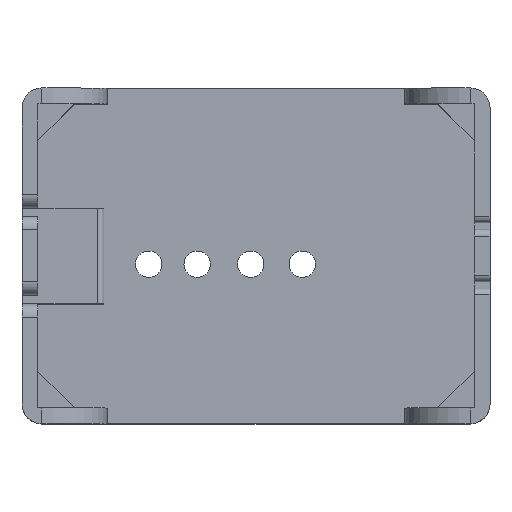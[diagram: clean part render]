
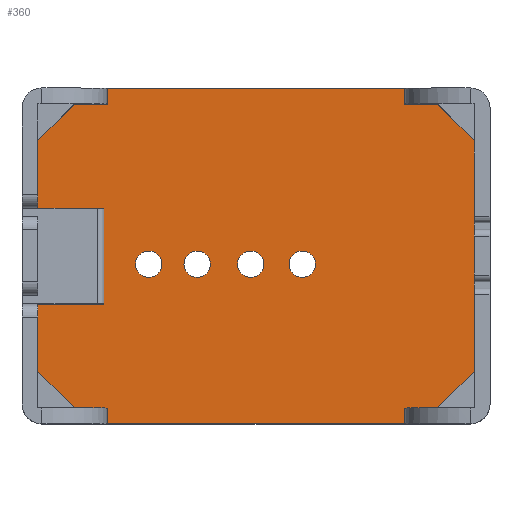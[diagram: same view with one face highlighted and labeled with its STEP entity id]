
A CAD part, top view. The second image highlights one B-rep face of the part: STEP entity #360.
In plain terms, the highlighted planar face has unit normal (0, 0, 1).
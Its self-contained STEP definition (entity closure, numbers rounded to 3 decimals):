
#92=CARTESIAN_POINT('',(4.5,18.75,3.6));
#93=VERTEX_POINT('',#92);
#141=CARTESIAN_POINT('',(4.5,8.5,3.6));
#142=VERTEX_POINT('',#141);
#149=CARTESIAN_POINT('',(4.5,18.75,3.6));
#150=DIRECTION('',(0.,-1.,0.));
#151=VECTOR('',#150,10.25);
#152=LINE('',#149,#151);
#153=EDGE_CURVE('',#93,#142,#152,.T.);
#158=CARTESIAN_POINT('',(290.,3.,3.6));
#159=DIRECTION('',(0.,0.,-1.));
#160=DIRECTION('',(-1.,0.,-0.));
#161=AXIS2_PLACEMENT_3D('',#158,#159,#160);
#162=PLANE('',#161);
#163=CARTESIAN_POINT('',(42.52,24.762,3.6));
#164=VERTEX_POINT('',#163);
#165=CARTESIAN_POINT('',(44.52,24.762,3.6));
#166=DIRECTION('',(0.,0.,-1.));
#167=DIRECTION('',(-1.,0.,-0.));
#168=AXIS2_PLACEMENT_3D('',#165,#166,#167);
#169=CIRCLE('',#168,2.);
#170=EDGE_CURVE('',#164,#164,#169,.T.);
#171=ORIENTED_EDGE('',*,*,#170,.T.);
#172=EDGE_LOOP('',(#171));
#173=FACE_BOUND('',#172,.T.);
#174=CARTESIAN_POINT('',(34.69,24.762,3.6));
#175=VERTEX_POINT('',#174);
#176=CARTESIAN_POINT('',(36.69,24.762,3.6));
#177=DIRECTION('',(0.,0.,-1.));
#178=DIRECTION('',(-1.,0.,-0.));
#179=AXIS2_PLACEMENT_3D('',#176,#177,#178);
#180=CIRCLE('',#179,2.);
#181=EDGE_CURVE('',#175,#175,#180,.T.);
#182=ORIENTED_EDGE('',*,*,#181,.T.);
#183=EDGE_LOOP('',(#182));
#184=FACE_BOUND('',#183,.T.);
#185=CARTESIAN_POINT('',(26.602,24.762,3.6));
#186=VERTEX_POINT('',#185);
#187=CARTESIAN_POINT('',(28.602,24.762,3.6));
#188=DIRECTION('',(0.,0.,-1.));
#189=DIRECTION('',(-1.,0.,-0.));
#190=AXIS2_PLACEMENT_3D('',#187,#188,#189);
#191=CIRCLE('',#190,2.);
#192=EDGE_CURVE('',#186,#186,#191,.T.);
#193=ORIENTED_EDGE('',*,*,#192,.T.);
#194=EDGE_LOOP('',(#193));
#195=FACE_BOUND('',#194,.T.);
#196=CARTESIAN_POINT('',(19.268,24.762,3.6));
#197=VERTEX_POINT('',#196);
#198=CARTESIAN_POINT('',(21.268,24.762,3.6));
#199=DIRECTION('',(0.,0.,-1.));
#200=DIRECTION('',(-1.,0.,-0.));
#201=AXIS2_PLACEMENT_3D('',#198,#199,#200);
#202=CIRCLE('',#201,2.);
#203=EDGE_CURVE('',#197,#197,#202,.T.);
#204=ORIENTED_EDGE('',*,*,#203,.T.);
#205=EDGE_LOOP('',(#204));
#206=FACE_BOUND('',#205,.T.);
#207=CARTESIAN_POINT('',(14.5,33.25,3.6));
#208=VERTEX_POINT('',#207);
#209=CARTESIAN_POINT('',(4.5,33.25,3.6));
#210=VERTEX_POINT('',#209);
#211=CARTESIAN_POINT('',(14.5,33.25,3.6));
#212=DIRECTION('',(-1.,0.,-0.));
#213=VECTOR('',#212,10.);
#214=LINE('',#211,#213);
#215=EDGE_CURVE('',#208,#210,#214,.T.);
#216=ORIENTED_EDGE('',*,*,#215,.F.);
#217=CARTESIAN_POINT('',(14.5,18.75,3.6));
#218=VERTEX_POINT('',#217);
#219=CARTESIAN_POINT('',(14.5,33.25,3.6));
#220=DIRECTION('',(0.,-1.,0.));
#221=VECTOR('',#220,14.5);
#222=LINE('',#219,#221);
#223=EDGE_CURVE('',#208,#218,#222,.T.);
#224=ORIENTED_EDGE('',*,*,#223,.T.);
#225=CARTESIAN_POINT('',(14.5,18.75,3.6));
#226=DIRECTION('',(-1.,0.,-0.));
#227=VECTOR('',#226,10.);
#228=LINE('',#225,#227);
#229=EDGE_CURVE('',#218,#93,#228,.T.);
#230=ORIENTED_EDGE('',*,*,#229,.T.);
#231=ORIENTED_EDGE('',*,*,#153,.T.);
#232=CARTESIAN_POINT('',(10.,3.,3.6));
#233=VERTEX_POINT('',#232);
#234=CARTESIAN_POINT('',(4.5,8.5,3.6));
#235=DIRECTION('',(0.707,-0.707,0.));
#236=VECTOR('',#235,7.778);
#237=LINE('',#234,#236);
#238=EDGE_CURVE('',#142,#233,#237,.T.);
#239=ORIENTED_EDGE('',*,*,#238,.T.);
#240=CARTESIAN_POINT('',(15.,3.,3.6));
#241=VERTEX_POINT('',#240);
#242=CARTESIAN_POINT('',(15.,3.,3.6));
#243=DIRECTION('',(-1.,0.,-0.));
#244=VECTOR('',#243,5.);
#245=LINE('',#242,#244);
#246=EDGE_CURVE('',#241,#233,#245,.T.);
#247=ORIENTED_EDGE('',*,*,#246,.F.);
#248=CARTESIAN_POINT('',(15.,0.6,3.6));
#249=VERTEX_POINT('',#248);
#250=CARTESIAN_POINT('',(15.,3.,3.6));
#251=DIRECTION('',(0.,-1.,0.));
#252=VECTOR('',#251,2.4);
#253=LINE('',#250,#252);
#254=EDGE_CURVE('',#241,#249,#253,.T.);
#255=ORIENTED_EDGE('',*,*,#254,.T.);
#256=CARTESIAN_POINT('',(60.,0.6,3.6));
#257=VERTEX_POINT('',#256);
#258=CARTESIAN_POINT('',(15.,0.6,3.6));
#259=DIRECTION('',(1.,-0.,0.));
#260=VECTOR('',#259,45.);
#261=LINE('',#258,#260);
#262=EDGE_CURVE('',#249,#257,#261,.T.);
#263=ORIENTED_EDGE('',*,*,#262,.T.);
#264=CARTESIAN_POINT('',(60.,3.,3.6));
#265=VERTEX_POINT('',#264);
#266=CARTESIAN_POINT('',(60.,0.6,3.6));
#267=DIRECTION('',(0.,1.,0.));
#268=VECTOR('',#267,2.4);
#269=LINE('',#266,#268);
#270=EDGE_CURVE('',#257,#265,#269,.T.);
#271=ORIENTED_EDGE('',*,*,#270,.T.);
#272=CARTESIAN_POINT('',(65.,3.,3.6));
#273=VERTEX_POINT('',#272);
#274=CARTESIAN_POINT('',(65.,3.,3.6));
#275=DIRECTION('',(-1.,0.,-0.));
#276=VECTOR('',#275,5.);
#277=LINE('',#274,#276);
#278=EDGE_CURVE('',#273,#265,#277,.T.);
#279=ORIENTED_EDGE('',*,*,#278,.F.);
#280=CARTESIAN_POINT('',(70.5,8.5,3.6));
#281=VERTEX_POINT('',#280);
#282=CARTESIAN_POINT('',(65.,3.,3.6));
#283=DIRECTION('',(0.707,0.707,0.));
#284=VECTOR('',#283,7.778);
#285=LINE('',#282,#284);
#286=EDGE_CURVE('',#273,#281,#285,.T.);
#287=ORIENTED_EDGE('',*,*,#286,.T.);
#288=CARTESIAN_POINT('',(70.5,43.5,3.6));
#289=VERTEX_POINT('',#288);
#290=CARTESIAN_POINT('',(70.5,8.5,3.6));
#291=DIRECTION('',(0.,1.,0.));
#292=VECTOR('',#291,35.);
#293=LINE('',#290,#292);
#294=EDGE_CURVE('',#281,#289,#293,.T.);
#295=ORIENTED_EDGE('',*,*,#294,.T.);
#296=CARTESIAN_POINT('',(65.,49.,3.6));
#297=VERTEX_POINT('',#296);
#298=CARTESIAN_POINT('',(65.,49.,3.6));
#299=DIRECTION('',(0.707,-0.707,0.));
#300=VECTOR('',#299,7.778);
#301=LINE('',#298,#300);
#302=EDGE_CURVE('',#297,#289,#301,.T.);
#303=ORIENTED_EDGE('',*,*,#302,.F.);
#304=CARTESIAN_POINT('',(60.,49.,3.6));
#305=VERTEX_POINT('',#304);
#306=CARTESIAN_POINT('',(65.,49.,3.6));
#307=DIRECTION('',(-1.,0.,-0.));
#308=VECTOR('',#307,5.);
#309=LINE('',#306,#308);
#310=EDGE_CURVE('',#297,#305,#309,.T.);
#311=ORIENTED_EDGE('',*,*,#310,.T.);
#312=CARTESIAN_POINT('',(60.,51.4,3.6));
#313=VERTEX_POINT('',#312);
#314=CARTESIAN_POINT('',(60.,49.,3.6));
#315=DIRECTION('',(0.,1.,0.));
#316=VECTOR('',#315,2.4);
#317=LINE('',#314,#316);
#318=EDGE_CURVE('',#305,#313,#317,.T.);
#319=ORIENTED_EDGE('',*,*,#318,.T.);
#320=CARTESIAN_POINT('',(15.,51.4,3.6));
#321=VERTEX_POINT('',#320);
#322=CARTESIAN_POINT('',(60.,51.4,3.6));
#323=DIRECTION('',(-1.,0.,-0.));
#324=VECTOR('',#323,45.);
#325=LINE('',#322,#324);
#326=EDGE_CURVE('',#313,#321,#325,.T.);
#327=ORIENTED_EDGE('',*,*,#326,.T.);
#328=CARTESIAN_POINT('',(15.,49.,3.6));
#329=VERTEX_POINT('',#328);
#330=CARTESIAN_POINT('',(15.,51.4,3.6));
#331=DIRECTION('',(0.,-1.,0.));
#332=VECTOR('',#331,2.4);
#333=LINE('',#330,#332);
#334=EDGE_CURVE('',#321,#329,#333,.T.);
#335=ORIENTED_EDGE('',*,*,#334,.T.);
#336=CARTESIAN_POINT('',(10.,49.,3.6));
#337=VERTEX_POINT('',#336);
#338=CARTESIAN_POINT('',(15.,49.,3.6));
#339=DIRECTION('',(-1.,0.,-0.));
#340=VECTOR('',#339,5.);
#341=LINE('',#338,#340);
#342=EDGE_CURVE('',#329,#337,#341,.T.);
#343=ORIENTED_EDGE('',*,*,#342,.T.);
#344=CARTESIAN_POINT('',(4.5,43.5,3.6));
#345=VERTEX_POINT('',#344);
#346=CARTESIAN_POINT('',(4.5,43.5,3.6));
#347=DIRECTION('',(0.707,0.707,0.));
#348=VECTOR('',#347,7.778);
#349=LINE('',#346,#348);
#350=EDGE_CURVE('',#345,#337,#349,.T.);
#351=ORIENTED_EDGE('',*,*,#350,.F.);
#352=CARTESIAN_POINT('',(4.5,43.5,3.6));
#353=DIRECTION('',(0.,-1.,0.));
#354=VECTOR('',#353,10.25);
#355=LINE('',#352,#354);
#356=EDGE_CURVE('',#345,#210,#355,.T.);
#357=ORIENTED_EDGE('',*,*,#356,.T.);
#358=EDGE_LOOP('',(#216,#224,#230,#231,#239,#247,#255,#263,#271,#279,#287,#295,#303,#311,#319,#327,#335,#343,#351,#357));
#359=FACE_BOUND('',#358,.T.);
#360=ADVANCED_FACE('',(#173,#184,#195,#206,#359),#162,.F.);
